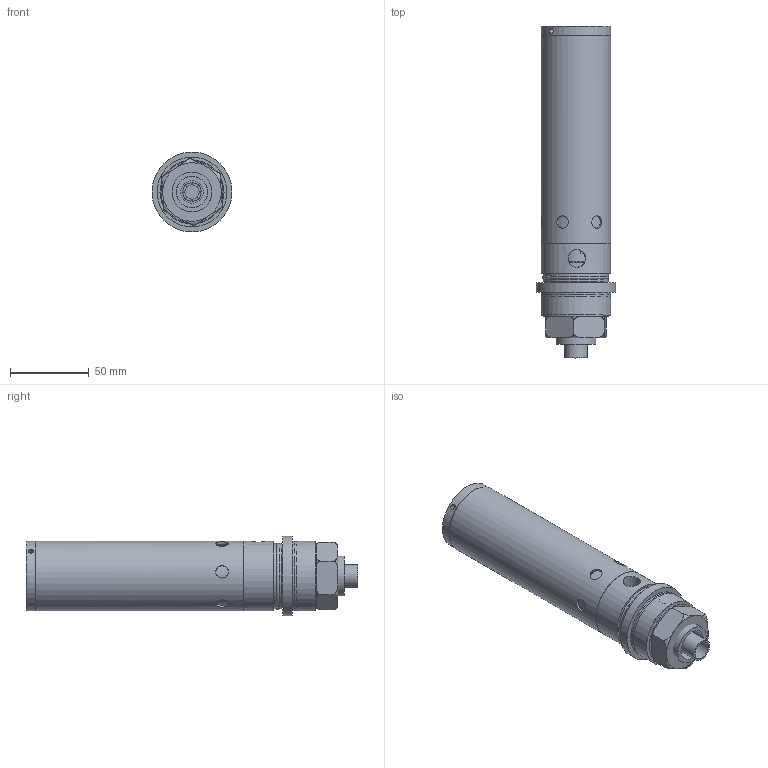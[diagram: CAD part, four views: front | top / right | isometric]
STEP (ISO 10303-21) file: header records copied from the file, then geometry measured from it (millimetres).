
FILE_DESCRIPTION (( 'STEP AP214' ), '1' );
FILE_NAME ('TV35-025-4X.STEP', '2018-05-11T17:35:42', ( '' ), ( '' ), 'SwSTEP 2.0', 'SolidWorks 2017', '' );
FILE_SCHEMA (( 'AUTOMOTIVE_DESIGN' ));
Length unit declared in the file: inch
Products named in the file (1): TV35-025-4X
Bounding box: 50.66 x 210.52 x 50.66 mm (x, y, z)
Volume: 214150.6 mm3; surface area: 111824.3 mm2
Topology: 14 solids, 15 shells, 239 faces, 581 edges, 379 vertices
Faces by surface type: plane 90, cylinder 86, bspline 25, torus 22, cone 16
Full cylindrical faces by diameter (mm): 3.175 x1, 6.35 x4, 6.375 x4, 7.937 x4, 7.938 x2, 8.306 x1, 9.144 x1, 9.83 x1, 10.643 x1, 11.176 x1, 11.43 x1, 11.925 x2, 12.725 x1, 12.751 x1, 13.005 x7, 14.249 x1, 14.605 x1, 19.939 x1, 20.193 x1, 20.307 x1, 23.482 x1, 23.52 x1, 23.622 x1, 23.825 x1, 25.273 x1, 29.782 x1, 36.551 x1, 38.1 x1, 38.481 x1, 38.925 x2
Entity records: 24515 total; most frequent: CARTESIAN_POINT 16715, ORIENTED_EDGE 894, DIRECTION 848, EDGE_CURVE 447, AXIS2_PLACEMENT_3D 367, EDGE_LOOP 359, VERTEX_POINT 332, FACE_OUTER_BOUND 285
